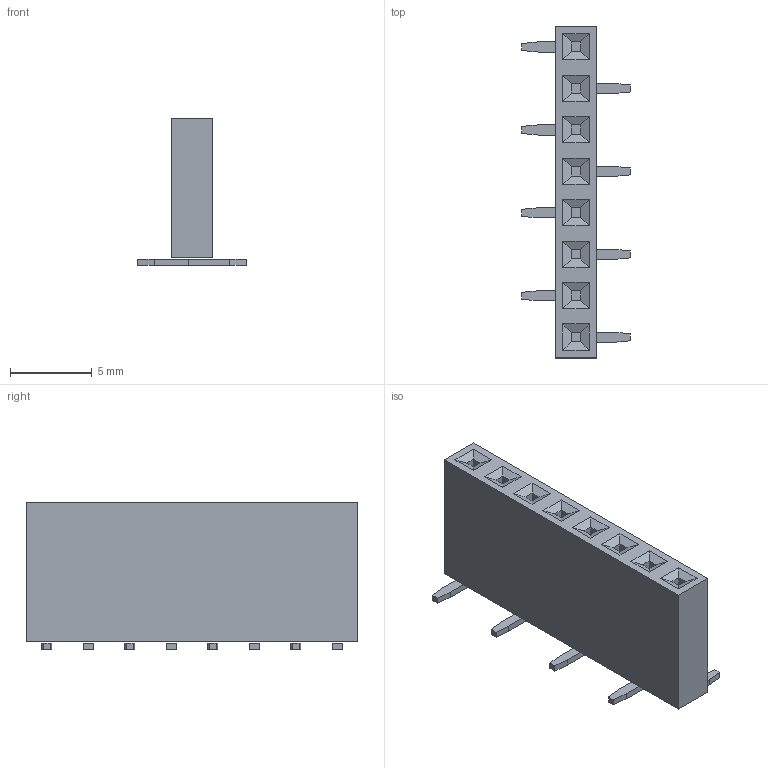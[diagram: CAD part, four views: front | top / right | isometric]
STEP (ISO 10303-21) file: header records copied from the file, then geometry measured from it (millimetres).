
FILE_DESCRIPTION(/* description */ (''),/* implementation_level */ '2;1');
FILE_NAME(/* name */ 'GNIAZDO DUPONT 1X8 SMD v1.step',/* time_stamp */ '2024-10-01T18:14:53+02:00',/* author */ (''),/* organization */ (''),/* preprocessor_version */ 'ST-DEVELOPER v20',/* originating_system */ 'Autodesk Translation Framework v13.20.0.188',/* authorisation */ '');
FILE_SCHEMA (('AUTOMOTIVE_DESIGN { 1 0 10303 214 3 1 1 }'));
Length unit declared in the file: millimetre
Products named in the file (1): GNIAZDO DUPONT 1X8 SMD
Bounding box: 6.64 x 20.32 x 9 mm (x, y, z)
Volume: 442.6 mm3; surface area: 568.9 mm2
Topology: 9 solids, 9 shells, 142 faces, 316 edges, 200 vertices
Faces by surface type: plane 142
Entity records: 3843 total; most frequent: CARTESIAN_POINT 659, ORIENTED_EDGE 632, DIRECTION 602, LINE 316, VECTOR 316, EDGE_CURVE 316, VERTEX_POINT 200, EDGE_LOOP 150
